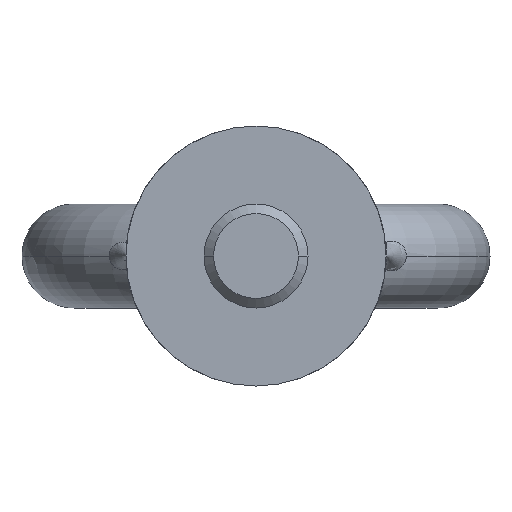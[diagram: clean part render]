
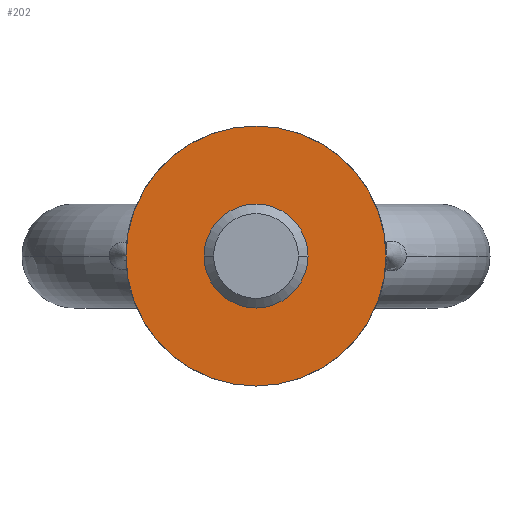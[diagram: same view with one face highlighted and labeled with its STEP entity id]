
A CAD part, front view. The second image highlights one B-rep face of the part: STEP entity #202.
In plain terms, the highlighted planar face has unit normal (0, -1, 0).
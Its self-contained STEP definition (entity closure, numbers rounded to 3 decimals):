
#202=ADVANCED_FACE('',(#499,#500),#501,.T.);
#322=VERTEX_POINT('',#622);
#328=VERTEX_POINT('',#628);
#332=EDGE_CURVE('',#322,#328,#632,.T.);
#334=VERTEX_POINT('',#634);
#352=VERTEX_POINT('',#652);
#370=EDGE_CURVE('',#334,#352,#670,.T.);
#376=EDGE_CURVE('',#352,#334,#676,.T.);
#394=EDGE_CURVE('',#328,#322,#694,.T.);
#499=FACE_OUTER_BOUND('',#789,.T.);
#500=FACE_BOUND('',#790,.T.);
#501=PLANE('',#791);
#622=CARTESIAN_POINT('',(3.8,0.0,0.));
#628=CARTESIAN_POINT('',(-3.8,0.0,0.));
#632=CIRCLE('',#1042,3.8);
#634=CARTESIAN_POINT('',(12.5,0.0,0.0));
#652=CARTESIAN_POINT('',(-12.5,0.0,0.));
#670=CIRCLE('',#1148,12.5);
#676=CIRCLE('',#1187,12.5);
#694=CIRCLE('',#1343,3.8);
#789=EDGE_LOOP('',(#1580,#1581));
#790=EDGE_LOOP('',(#1582,#1583));
#791=AXIS2_PLACEMENT_3D('',#1584,#1585,#1586);
#1042=AXIS2_PLACEMENT_3D('',#1660,#1661,#1662);
#1148=AXIS2_PLACEMENT_3D('',#1673,#1674,#1675);
#1187=AXIS2_PLACEMENT_3D('',#1676,#1677,#1678);
#1343=AXIS2_PLACEMENT_3D('',#1688,#1689,#1690);
#1580=ORIENTED_EDGE('',*,*,#370,.F.);
#1581=ORIENTED_EDGE('',*,*,#376,.F.);
#1582=ORIENTED_EDGE('',*,*,#394,.T.);
#1583=ORIENTED_EDGE('',*,*,#332,.T.);
#1584=CARTESIAN_POINT('',(6.25,0.0,0.0));
#1585=DIRECTION('',(0.0,-1.0,0.0));
#1586=DIRECTION('',(0.0,0.0,-1.0));
#1660=CARTESIAN_POINT('',(0.0,0.0,0.0));
#1661=DIRECTION('',(0.0,1.0,0.0));
#1662=DIRECTION('',(1.0,0.0,0.));
#1673=CARTESIAN_POINT('',(0.0,0.0,0.0));
#1674=DIRECTION('',(-0.0,1.0,0.0));
#1675=DIRECTION('',(1.0,0.0,0.0));
#1676=CARTESIAN_POINT('',(0.0,0.0,0.0));
#1677=DIRECTION('',(-0.0,1.0,0.0));
#1678=DIRECTION('',(1.0,0.0,0.0));
#1688=CARTESIAN_POINT('',(0.0,0.0,0.0));
#1689=DIRECTION('',(0.0,1.0,0.0));
#1690=DIRECTION('',(1.0,0.0,0.));
